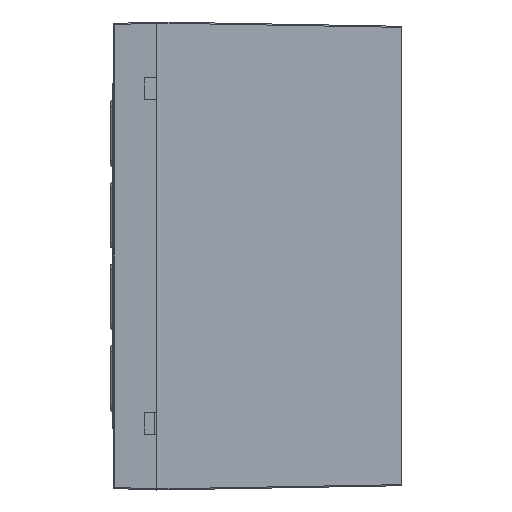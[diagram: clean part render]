
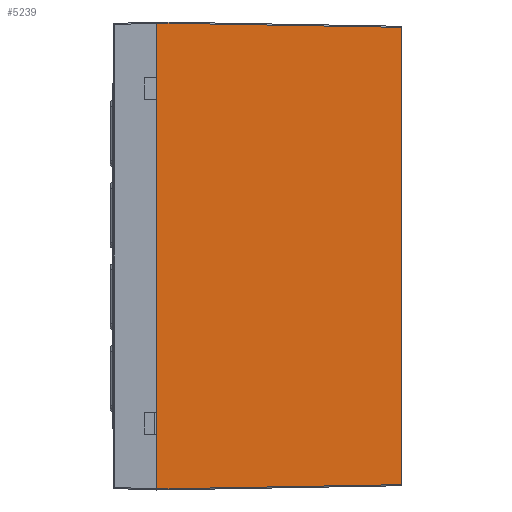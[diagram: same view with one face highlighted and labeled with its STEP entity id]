
A CAD part, left-side view. The second image highlights one B-rep face of the part: STEP entity #5239.
In plain terms, the highlighted planar face has unit normal (-1, -0.018, 0).
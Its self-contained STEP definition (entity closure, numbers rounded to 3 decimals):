
#5239=ADVANCED_FACE('RESULT OF TC3 SURR2G.1\\\X2\5E9576D2\X0\',(#13368),
#9081,.F.);
#9081=PLANE('',#92173);
#13368=FACE_OUTER_BOUND('',#18017,.T.);
#18017=EDGE_LOOP('',(#58803,#58804,#58805,#58806));
#26710=LINE('',#140062,#37923);
#26793=LINE('',#140475,#38006);
#26794=LINE('',#140479,#38007);
#26795=LINE('',#140481,#38008);
#37923=VECTOR('',#108509,1.);
#38006=VECTOR('',#108634,1.);
#38007=VECTOR('',#108639,1.);
#38008=VECTOR('',#108640,1.);
#58803=ORIENTED_EDGE('',*,*,#83862,.T.);
#58804=ORIENTED_EDGE('',*,*,#83751,.F.);
#58805=ORIENTED_EDGE('',*,*,#83864,.F.);
#58806=ORIENTED_EDGE('',*,*,#83865,.F.);
#72578=VERTEX_POINT('',#140061);
#72579=VERTEX_POINT('',#140063);
#72676=VERTEX_POINT('',#140476);
#72677=VERTEX_POINT('',#140480);
#83751=EDGE_CURVE('LINE',#72578,#72579,#26710,.T.);
#83862=EDGE_CURVE('LINE',#72676,#72579,#26793,.T.);
#83864=EDGE_CURVE('LINE',#72677,#72578,#26794,.T.);
#83865=EDGE_CURVE('LINE',#72676,#72677,#26795,.T.);
#92173=AXIS2_PLACEMENT_3D('',#140482,#108641,#108642);
#108509=DIRECTION('',(0.,0.,1.));
#108634=DIRECTION('',(-0.017,1.,0.017));
#108639=DIRECTION('',(-0.017,1.,-0.017));
#108640=DIRECTION('',(0.,0.,-1.));
#108641=DIRECTION('',(1.,0.017,0.));
#108642=DIRECTION('',(0.017,-1.,0.));
#140061=CARTESIAN_POINT('',(-148.043,-8.85,-42.8));
#140062=CARTESIAN_POINT('',(-148.043,-8.85,0.));
#140063=CARTESIAN_POINT('',(-148.043,-8.85,42.8));
#140475=CARTESIAN_POINT('',(-147.65,-31.35,42.407));
#140476=CARTESIAN_POINT('',(-147.257,-53.85,42.015));
#140479=CARTESIAN_POINT('',(-147.65,-31.35,-42.407));
#140480=CARTESIAN_POINT('',(-147.257,-53.85,-42.015));
#140481=CARTESIAN_POINT('',(-147.257,-53.85,0.));
#140482=CARTESIAN_POINT('',(-148.043,-8.85,-43.));
